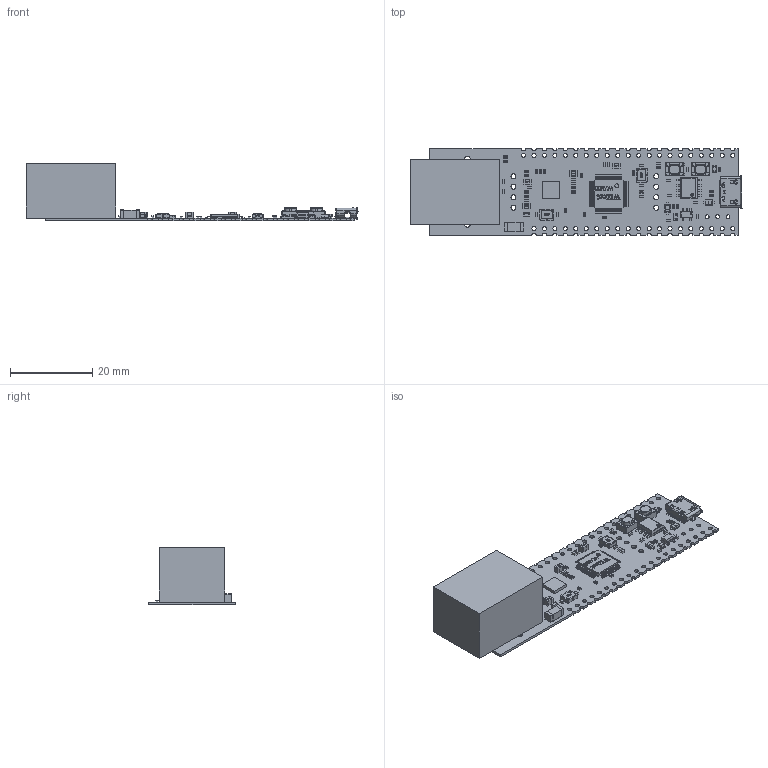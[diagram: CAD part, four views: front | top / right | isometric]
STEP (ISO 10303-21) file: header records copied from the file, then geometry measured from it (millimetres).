
FILE_DESCRIPTION(('Open CASCADE Model'),'2;1');
FILE_NAME('Open CASCADE Shape Model','2025-05-23T11:23:46',('Author'),( 'Open CASCADE'),'Open CASCADE STEP processor 6.8','Open CASCADE 6.8' ,'Unknown');
FILE_SCHEMA(('AUTOMOTIVE_DESIGN { 1 0 10303 214 1 1 1 1 }'));
Length unit declared in the file: millimetre
Products named in the file (118): PCB; Board; Open CASCADE STEP translator 6.8 11.1.1; Open CASCADE STEP translator 6.8 11.1.1.1; P1; 7147725040; Extruded; C27; Cap_Samsung_CL21B273KBANNNC_eec; body; side; Samsung_logo; C24; C15; C10; U5; 8222570480; U1; W7500-48PIN; 4; PIN; Y3; User_Library-ABRACON_ASE; Y2; U3; SOIC-8; User_Library-SOIC-8_SOIC-8_Pins_1; User_Library-SOIC-8_SOIC-8_Body_1; U2; User_Library-SOT23-5-2; SW2; 7907741136; SW1; 7907737376; R24; RES_C1005X04N; R23; R22; R21; R20 ...
Assembly tree (231 placements, depth 8):
  PCB
    Board
      Open CASCADE STEP translator 6.8 11.1.1
        Open CASCADE STEP translator 6.8 11.1.1.1
    P1
      7147725040
        Extruded
    C27
      Cap_Samsung_CL21B273KBANNNC_eec
        body
        side  x2
        Samsung_logo
    C24
      Cap_Samsung_CL21B273KBANNNC_eec
        body
        side  x2
        Samsung_logo
    C15
      Cap_Samsung_CL21B273KBANNNC_eec
        body
        side  x2
        Samsung_logo
    C10
      Cap_Samsung_CL21B273KBANNNC_eec
        body
        side  x2
        Samsung_logo
    U5
      8222570480
        Extruded
    U1
      W7500-48PIN
        4
        PIN  x64
    Y3
      User_Library-ABRACON_ASE
    Y2
      User_Library-ABRACON_ASE
    U3
      SOIC-8
        User_Library-SOIC-8_SOIC-8_Pins_1
        User_Library-SOIC-8_SOIC-8_Body_1
    U2
      User_Library-SOT23-5-2
    SW2
      7907741136
    SW1
      7907737376
    R24
      RES_C1005X04N
    R23
      RES_C1005X04N
    R22
      RES_C1005X04N
    R21
      RES_C1005X04N
    R20
      RES_C1005X04N
    R19
      RES_C1005X04N
Bounding box: 80.63 x 21 x 13.97 mm (x, y, z)
Volume: 5816.4 mm3; surface area: 6065 mm2
Topology: 189 solids, 189 shells, 6587 faces, 18558 edges, 12224 vertices
Faces by surface type: plane 3597, cylinder 2077, bspline 863, sphere 42, torus 8
Full cylindrical faces by diameter (mm): 0.914 x3, 1 x56, 1.2 x8, 1.6 x2, 3.3 x2
Entity records: 74249 total; most frequent: CARTESIAN_POINT 17046, ORIENTED_EDGE 10816, DIRECTION 10228, EDGE_CURVE 5408, LINE 3746, VECTOR 3746, VERTEX_POINT 3553, AXIS2_PLACEMENT_3D 3241
